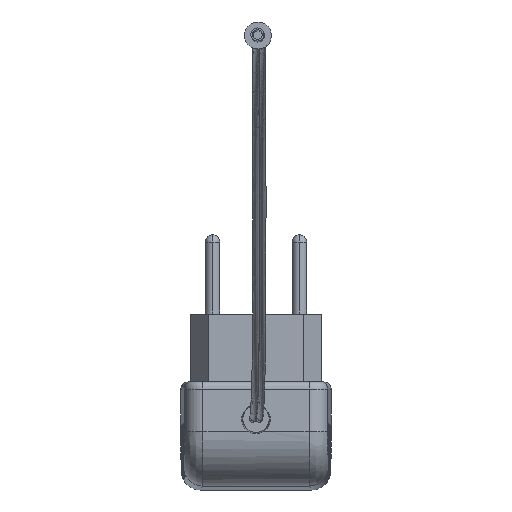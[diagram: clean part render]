
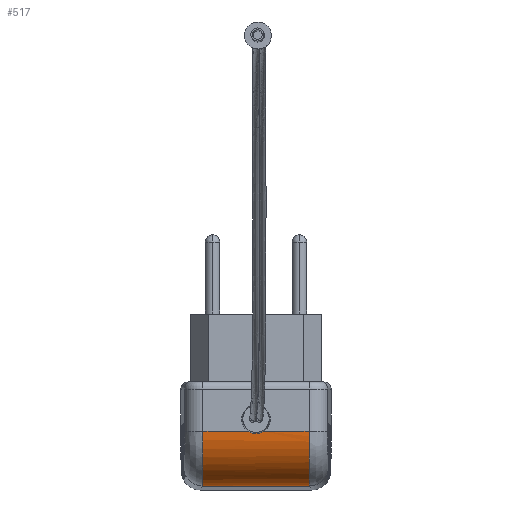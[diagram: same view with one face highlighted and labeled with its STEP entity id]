
A CAD part, top view. The second image highlights one B-rep face of the part: STEP entity #517.
In plain terms, the highlighted cylindrical face has radius 14.5 mm (diameter 29 mm), a partial arc.
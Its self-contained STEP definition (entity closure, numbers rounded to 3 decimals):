
#39 = AXIS2_PLACEMENT_3D ( 'NONE', #3458, #3491, #3486 ) ;
#177 = VECTOR ( 'NONE', #4248, 1000. ) ;
#332 = VECTOR ( 'NONE', #4905, 1000. ) ;
#517 = ADVANCED_FACE ( 'NONE', ( #3448 ), #3447, .T. ) ;
#535 = VERTEX_POINT ( 'NONE', #3499 ) ;
#749 = VECTOR ( 'NONE', #5028, 1000. ) ;
#772 = VERTEX_POINT ( 'NONE', #3599 ) ;
#776 = VERTEX_POINT ( 'NONE', #3606 ) ;
#783 = VERTEX_POINT ( 'NONE', #3561 ) ;
#899 = VERTEX_POINT ( 'NONE', #3628 ) ;
#951 = VERTEX_POINT ( 'NONE', #3691 ) ;
#1127 = ORIENTED_EDGE ( 'NONE', *, *, #1867, .T. ) ;
#1138 = ORIENTED_EDGE ( 'NONE', *, *, #1760, .F. ) ;
#1144 = ORIENTED_EDGE ( 'NONE', *, *, #1754, .T. ) ;
#1166 = ORIENTED_EDGE ( 'NONE', *, *, #1633, .F. ) ;
#1174 = ORIENTED_EDGE ( 'NONE', *, *, #1712, .F. ) ;
#1185 = ORIENTED_EDGE ( 'NONE', *, *, #1571, .F. ) ;
#1233 = EDGE_LOOP ( 'NONE', ( #1166, #1144, #1174, #1127, #1185, #1138 ) ) ;
#1571 = EDGE_CURVE ( 'NONE', #535, #776, #4244, .T. ) ;
#1633 = EDGE_CURVE ( 'NONE', #783, #772, #4551, .T. ) ;
#1712 = EDGE_CURVE ( 'NONE', #951, #899, #4862, .T. ) ;
#1754 = EDGE_CURVE ( 'NONE', #783, #899, #4403, .T. ) ;
#1760 = EDGE_CURVE ( 'NONE', #772, #535, #5062, .T. ) ;
#1867 = EDGE_CURVE ( 'NONE', #951, #776, #4429, .T. ) ;
#3447 = CYLINDRICAL_SURFACE ( 'NONE', #39, 14.5 ) ;
#3448 = FACE_OUTER_BOUND ( 'NONE', #1233, .T. ) ;
#3458 = CARTESIAN_POINT ( 'NONE',  ( -19., 15.802, 22.5 ) ) ;
#3486 = DIRECTION ( 'NONE',  ( 0., 0., 1. ) ) ;
#3491 = DIRECTION ( 'NONE',  ( -1., 0., 0. ) ) ;
#3499 = CARTESIAN_POINT ( 'NONE',  ( 2.052, 15.802, 37. ) ) ;
#3561 = CARTESIAN_POINT ( 'NONE',  ( -14.067, 15.802, 37. ) ) ;
#3599 = CARTESIAN_POINT ( 'NONE',  ( -2.052, 15.802, 37. ) ) ;
#3606 = CARTESIAN_POINT ( 'NONE',  ( 14.067, 15.802, 37. ) ) ;
#3628 = CARTESIAN_POINT ( 'NONE',  ( -14.193, 1.305, 22.816 ) ) ;
#3691 = CARTESIAN_POINT ( 'NONE',  ( 14.193, 1.305, 22.816 ) ) ;
#4244 = LINE ( 'NONE', #4247, #177 ) ;
#4247 = CARTESIAN_POINT ( 'NONE',  ( -19., 15.802, 37. ) ) ;
#4248 = DIRECTION ( 'NONE',  ( 1., 0., 0. ) ) ;
#4403 =( BOUNDED_CURVE ( )  B_SPLINE_CURVE ( 3, ( #5032, #5063, #5022, #5061 ),
 .UNSPECIFIED., .F., .T. ) 
 B_SPLINE_CURVE_WITH_KNOTS ( ( 4, 4 ),
 ( 3.142, 4.691 ),
 .UNSPECIFIED. ) 
 CURVE ( )  GEOMETRIC_REPRESENTATION_ITEM ( )  RATIONAL_B_SPLINE_CURVE ( ( 1., 0.81, 0.81, 1. ) ) 
 REPRESENTATION_ITEM ( '' )  );
#4429 =( BOUNDED_CURVE ( )  B_SPLINE_CURVE ( 3, ( #5427, #5419, #5432, #5401 ),
 .UNSPECIFIED., .F., .T. ) 
 B_SPLINE_CURVE_WITH_KNOTS ( ( 4, 4 ),
 ( 4.734, 6.283 ),
 .UNSPECIFIED. ) 
 CURVE ( )  GEOMETRIC_REPRESENTATION_ITEM ( )  RATIONAL_B_SPLINE_CURVE ( ( 1., 0.81, 0.81, 1. ) ) 
 REPRESENTATION_ITEM ( '' )  );
#4507 = CARTESIAN_POINT ( 'NONE',  ( -19., 15.802, 37. ) ) ;
#4509 = DIRECTION ( 'NONE',  ( 1., 0., 0. ) ) ;
#4551 = LINE ( 'NONE', #4507, #6364 ) ;
#4862 = LINE ( 'NONE', #4863, #332 ) ;
#4863 = CARTESIAN_POINT ( 'NONE',  ( -20., 1.305, 22.816 ) ) ;
#4905 = DIRECTION ( 'NONE',  ( -1., 0., 0. ) ) ;
#5022 = CARTESIAN_POINT ( 'NONE',  ( -14.119, 1.487, 31.162 ) ) ;
#5028 = DIRECTION ( 'NONE',  ( 1., 0., 0. ) ) ;
#5032 = CARTESIAN_POINT ( 'NONE',  ( -14.067, 15.802, 37. ) ) ;
#5043 = CARTESIAN_POINT ( 'NONE',  ( -19., 15.802, 37. ) ) ;
#5061 = CARTESIAN_POINT ( 'NONE',  ( -14.193, 1.305, 22.816 ) ) ;
#5062 = LINE ( 'NONE', #5043, #749 ) ;
#5063 = CARTESIAN_POINT ( 'NONE',  ( -14.067, 7.454, 37. ) ) ;
#5401 = CARTESIAN_POINT ( 'NONE',  ( 14.067, 15.802, 37. ) ) ;
#5419 = CARTESIAN_POINT ( 'NONE',  ( 14.119, 1.487, 31.162 ) ) ;
#5427 = CARTESIAN_POINT ( 'NONE',  ( 14.193, 1.305, 22.816 ) ) ;
#5432 = CARTESIAN_POINT ( 'NONE',  ( 14.067, 7.454, 37. ) ) ;
#6364 = VECTOR ( 'NONE', #4509, 1000. ) ;
